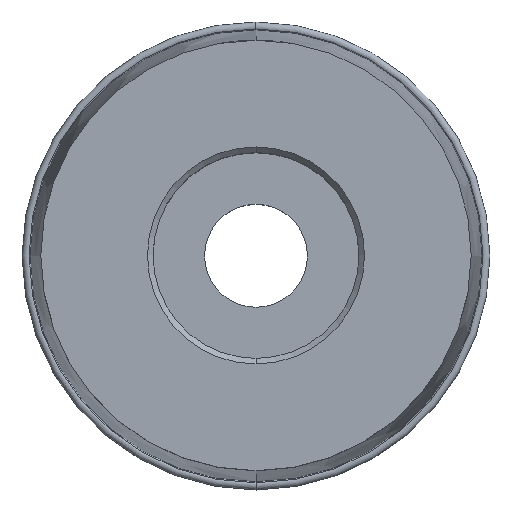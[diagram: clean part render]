
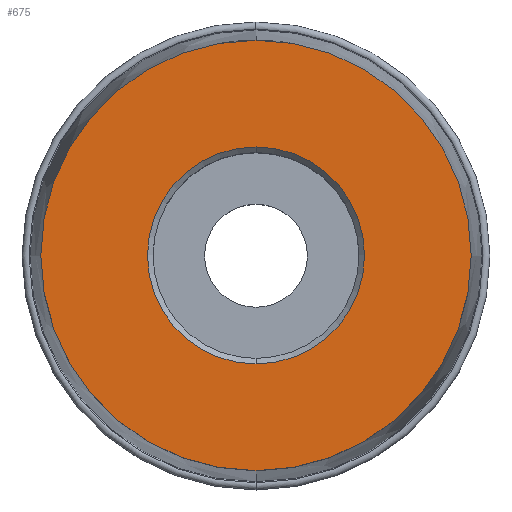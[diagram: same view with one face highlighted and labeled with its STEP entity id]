
A CAD part, top view. The second image highlights one B-rep face of the part: STEP entity #675.
In plain terms, the highlighted planar face has unit normal (0, 0, 1).
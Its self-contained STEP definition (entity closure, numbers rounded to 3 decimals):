
#323=VERTEX_POINT('',#831);
#327=EDGE_CURVE('',#637,#669,#836,.T.);
#371=VERTEX_POINT('',#882);
#459=EDGE_CURVE('',#371,#323,#976,.T.);
#479=EDGE_CURVE('',#669,#637,#996,.T.);
#493=EDGE_CURVE('',#323,#371,#1012,.T.);
#637=VERTEX_POINT('',#1177);
#669=VERTEX_POINT('',#1212);
#675=ADVANCED_FACE('',(#1220,#1221),#1222,.T.);
#831=CARTESIAN_POINT('',(0.0,11.6,0.0));
#836=CIRCLE('',#1453,23.0);
#882=CARTESIAN_POINT('',(0.,-11.6,0.0));
#976=CIRCLE('',#1832,11.6);
#996=CIRCLE('',#1857,23.0);
#1012=CIRCLE('',#1895,11.6);
#1177=CARTESIAN_POINT('',(0.0,23.0,0.0));
#1212=CARTESIAN_POINT('',(0.,-23.0,0.0));
#1220=FACE_BOUND('',#2216,.T.);
#1221=FACE_OUTER_BOUND('',#2217,.T.);
#1222=PLANE('',#2218);
#1453=AXIS2_PLACEMENT_3D('',#2460,#2461,#2462);
#1832=AXIS2_PLACEMENT_3D('',#2598,#2599,#2600);
#1857=AXIS2_PLACEMENT_3D('',#2612,#2613,#2614);
#1895=AXIS2_PLACEMENT_3D('',#2639,#2640,#2641);
#2216=EDGE_LOOP('',(#2937,#2938));
#2217=EDGE_LOOP('',(#2939,#2940));
#2218=AXIS2_PLACEMENT_3D('',#2941,#2942,#2943);
#2460=CARTESIAN_POINT('',(0.0,0.0,0.0));
#2461=DIRECTION('',(0.0,0.0,-1.0));
#2462=DIRECTION('',(0.0,1.0,0.0));
#2598=CARTESIAN_POINT('',(0.0,0.0,0.0));
#2599=DIRECTION('',(-0.0,0.0,-1.0));
#2600=DIRECTION('',(0.0,1.0,0.0));
#2612=CARTESIAN_POINT('',(0.0,0.0,0.0));
#2613=DIRECTION('',(0.0,0.0,-1.0));
#2614=DIRECTION('',(0.0,1.0,0.0));
#2639=CARTESIAN_POINT('',(0.0,0.0,0.0));
#2640=DIRECTION('',(-0.0,0.0,-1.0));
#2641=DIRECTION('',(0.0,1.0,0.0));
#2937=ORIENTED_EDGE('',*,*,#493,.T.);
#2938=ORIENTED_EDGE('',*,*,#459,.T.);
#2939=ORIENTED_EDGE('',*,*,#327,.F.);
#2940=ORIENTED_EDGE('',*,*,#479,.F.);
#2941=CARTESIAN_POINT('',(0.0,11.5,0.0));
#2942=DIRECTION('',(-0.0,0.0,1.0));
#2943=DIRECTION('',(0.0,-1.0,0.0));
